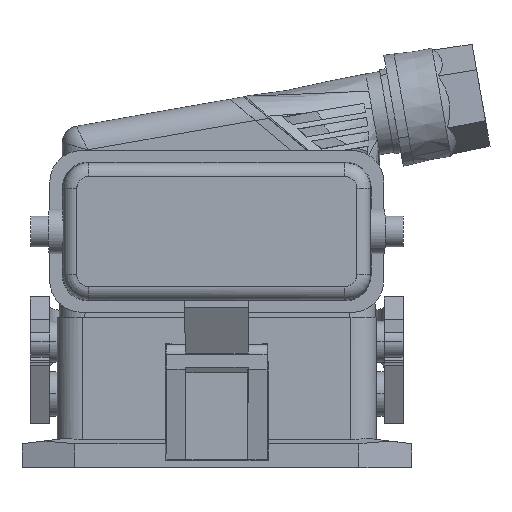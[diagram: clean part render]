
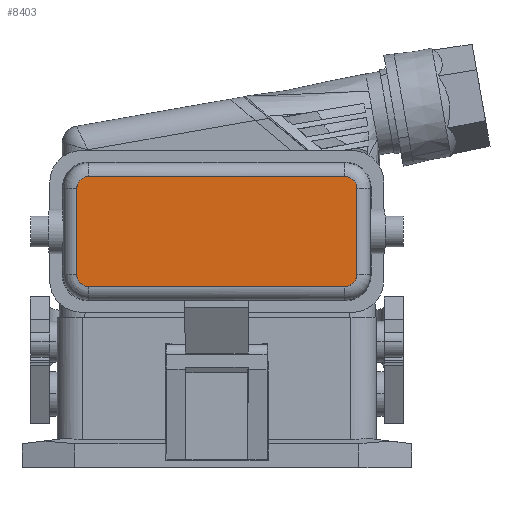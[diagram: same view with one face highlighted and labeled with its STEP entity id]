
A CAD part, front view. The second image highlights one B-rep face of the part: STEP entity #8403.
In plain terms, the highlighted planar face has unit normal (0, -1, 0).
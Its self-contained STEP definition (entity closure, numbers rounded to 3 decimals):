
#8311=CARTESIAN_POINT('',(92.713,-35.139,81.707));
#8312=VERTEX_POINT('',#8311);
#8319=CARTESIAN_POINT('',(92.713,-35.139,56.48));
#8320=VERTEX_POINT('',#8319);
#8321=CARTESIAN_POINT('',(92.713,-35.139,12530.207));
#8322=DIRECTION('',(0.,0.,-1.));
#8323=VECTOR('',#8322,24690.);
#8324=LINE('',#8321,#8323);
#8325=EDGE_CURVE('',#8312,#8320,#8324,.T.);
#8337=CARTESIAN_POINT('',(110.414,-35.139,301.321));
#8338=DIRECTION('',(-0.,-1.,-0.));
#8339=DIRECTION('',(0.,0.,-1.));
#8340=AXIS2_PLACEMENT_3D('',#8337,#8338,#8339);
#8341=PLANE('',#8340);
#8342=CARTESIAN_POINT('',(14.287,-35.139,85.206));
#8343=VERTEX_POINT('',#8342);
#8344=CARTESIAN_POINT('',(10.787,-35.139,81.707));
#8345=VERTEX_POINT('',#8344);
#8346=CARTESIAN_POINT('',(14.287,-35.139,81.707));
#8347=DIRECTION('',(-0.,-1.,0.));
#8348=DIRECTION('',(0.707,-0.,0.707));
#8349=AXIS2_PLACEMENT_3D('',#8346,#8347,#8348);
#8350=CIRCLE('',#8349,3.499);
#8351=EDGE_CURVE('',#8343,#8345,#8350,.T.);
#8352=ORIENTED_EDGE('',*,*,#8351,.T.);
#8353=CARTESIAN_POINT('',(10.787,-35.139,56.48));
#8354=VERTEX_POINT('',#8353);
#8355=CARTESIAN_POINT('',(10.787,-35.139,12530.207));
#8356=DIRECTION('',(0.,0.,-1.));
#8357=VECTOR('',#8356,24690.);
#8358=LINE('',#8355,#8357);
#8359=EDGE_CURVE('',#8345,#8354,#8358,.T.);
#8360=ORIENTED_EDGE('',*,*,#8359,.T.);
#8361=CARTESIAN_POINT('',(14.287,-35.139,52.981));
#8362=VERTEX_POINT('',#8361);
#8363=CARTESIAN_POINT('',(14.287,-35.139,56.48));
#8364=DIRECTION('',(-0.,-1.,0.));
#8365=DIRECTION('',(-0.707,0.,0.707));
#8366=AXIS2_PLACEMENT_3D('',#8363,#8364,#8365);
#8367=CIRCLE('',#8366,3.499);
#8368=EDGE_CURVE('',#8354,#8362,#8367,.T.);
#8369=ORIENTED_EDGE('',*,*,#8368,.T.);
#8370=CARTESIAN_POINT('',(89.213,-35.139,52.981));
#8371=VERTEX_POINT('',#8370);
#8372=CARTESIAN_POINT('',(-12304.775,-35.139,52.981));
#8373=DIRECTION('',(1.,-0.,0.));
#8374=VECTOR('',#8373,24690.);
#8375=LINE('',#8372,#8374);
#8376=EDGE_CURVE('',#8362,#8371,#8375,.T.);
#8377=ORIENTED_EDGE('',*,*,#8376,.T.);
#8378=CARTESIAN_POINT('',(89.213,-35.139,56.48));
#8379=DIRECTION('',(-0.,-1.,0.));
#8380=DIRECTION('',(-0.707,0.,-0.707));
#8381=AXIS2_PLACEMENT_3D('',#8378,#8379,#8380);
#8382=CIRCLE('',#8381,3.499);
#8383=EDGE_CURVE('',#8371,#8320,#8382,.T.);
#8384=ORIENTED_EDGE('',*,*,#8383,.T.);
#8385=ORIENTED_EDGE('',*,*,#8325,.F.);
#8386=CARTESIAN_POINT('',(89.213,-35.139,85.206));
#8387=VERTEX_POINT('',#8386);
#8388=CARTESIAN_POINT('',(89.213,-35.139,81.707));
#8389=DIRECTION('',(-0.,-1.,0.));
#8390=DIRECTION('',(0.707,-0.,-0.707));
#8391=AXIS2_PLACEMENT_3D('',#8388,#8389,#8390);
#8392=CIRCLE('',#8391,3.499);
#8393=EDGE_CURVE('',#8312,#8387,#8392,.T.);
#8394=ORIENTED_EDGE('',*,*,#8393,.T.);
#8395=CARTESIAN_POINT('',(-12223.061,-35.139,85.206));
#8396=DIRECTION('',(1.,-0.,0.));
#8397=VECTOR('',#8396,24690.);
#8398=LINE('',#8395,#8397);
#8399=EDGE_CURVE('',#8343,#8387,#8398,.T.);
#8400=ORIENTED_EDGE('',*,*,#8399,.F.);
#8401=EDGE_LOOP('',(#8352,#8360,#8369,#8377,#8384,#8385,#8394,#8400));
#8402=FACE_BOUND('',#8401,.T.);
#8403=ADVANCED_FACE('',(#8402),#8341,.T.);
